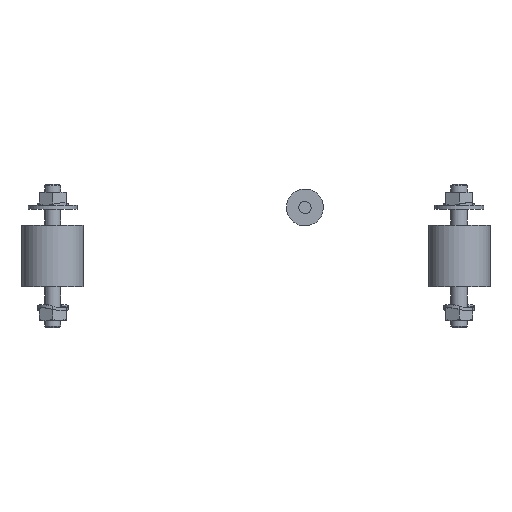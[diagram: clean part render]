
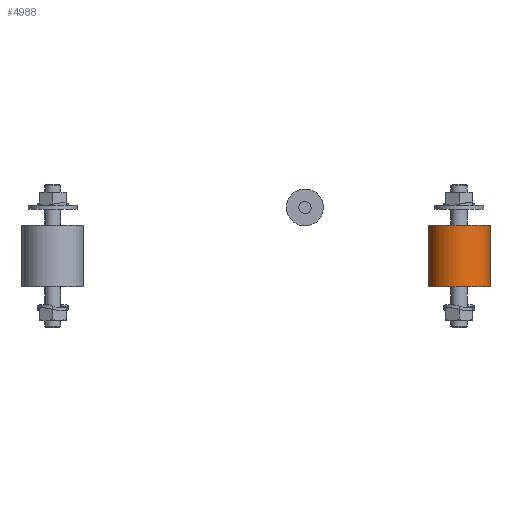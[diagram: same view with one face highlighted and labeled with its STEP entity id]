
A CAD part, left-side view. The second image highlights one B-rep face of the part: STEP entity #4988.
In plain terms, the highlighted cylindrical face has radius 15 mm (diameter 30 mm), a full revolution.
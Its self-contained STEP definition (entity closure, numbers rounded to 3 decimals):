
#4941=CYLINDRICAL_SURFACE('',#10027,15.);
#4988=ADVANCED_FACE('',(#5588,#5589),#4941,.T.);
#5588=FACE_BOUND('',#5744,.T.);
#5589=FACE_BOUND('',#5745,.T.);
#5744=EDGE_LOOP('',(#6294));
#5745=EDGE_LOOP('',(#6295));
#6294=ORIENTED_EDGE('',*,*,#8866,.T.);
#6295=ORIENTED_EDGE('',*,*,#8867,.T.);
#8246=VERTEX_POINT('',#11664);
#8247=VERTEX_POINT('',#11666);
#8866=EDGE_CURVE('',#8246,#8246,#9852,.T.);
#8867=EDGE_CURVE('',#8247,#8247,#9853,.T.);
#9852=CIRCLE('',#10025,15.);
#9853=CIRCLE('',#10026,15.);
#10025=AXIS2_PLACEMENT_3D('',#11663,#10524,#10525);
#10026=AXIS2_PLACEMENT_3D('',#11665,#10526,#10527);
#10027=AXIS2_PLACEMENT_3D('',#11667,#10528,#10529);
#10524=DIRECTION('',(0.,0.,-1.));
#10525=DIRECTION('',(-1.,0.,0.));
#10526=DIRECTION('',(0.,0.,1.));
#10527=DIRECTION('',(1.,0.,0.));
#10528=DIRECTION('',(0.,0.,-1.));
#10529=DIRECTION('',(-1.,0.,0.));
#11663=CARTESIAN_POINT('',(69.,-99.,-113.6));
#11664=CARTESIAN_POINT('',(54.,-99.,-113.6));
#11665=CARTESIAN_POINT('',(69.,-99.,-143.6));
#11666=CARTESIAN_POINT('',(84.,-99.,-143.6));
#11667=CARTESIAN_POINT('',(69.,-99.,-113.6));
